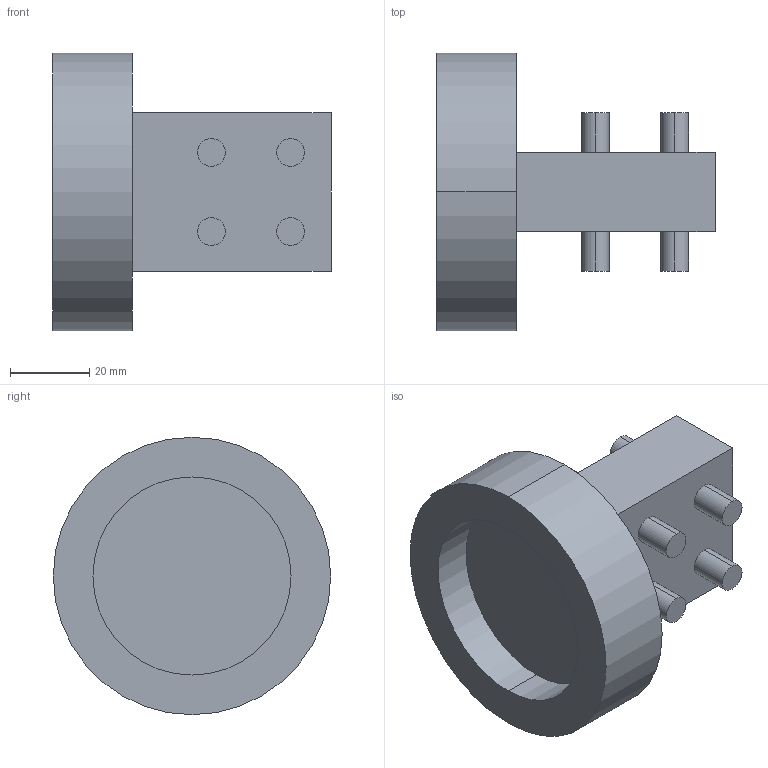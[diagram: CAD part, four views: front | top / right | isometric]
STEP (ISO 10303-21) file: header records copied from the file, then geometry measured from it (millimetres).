
FILE_DESCRIPTION (( 'STEP AP214' ), '1' );
FILE_NAME ('part7.STEP', '2018-05-10T01:59:28', ( '' ), ( '' ), 'SwSTEP 2.0', 'SolidWorks 2017', '' );
FILE_SCHEMA (( 'AUTOMOTIVE_DESIGN' ));
Length unit declared in the file: metre
Products named in the file (1): part7
Bounding box: 70.21 x 70 x 70 mm (x, y, z)
Volume: 100579.6 mm3; surface area: 21450.2 mm2
Topology: 1 solids, 1 shells, 36 faces, 72 edges, 48 vertices
Faces by surface type: cylinder 20, plane 16
Entity records: 990 total; most frequent: DIRECTION 186, CARTESIAN_POINT 157, ORIENTED_EDGE 144, AXIS2_PLACEMENT_3D 77, EDGE_CURVE 72, VERTEX_POINT 48, EDGE_LOOP 46, CIRCLE 40
